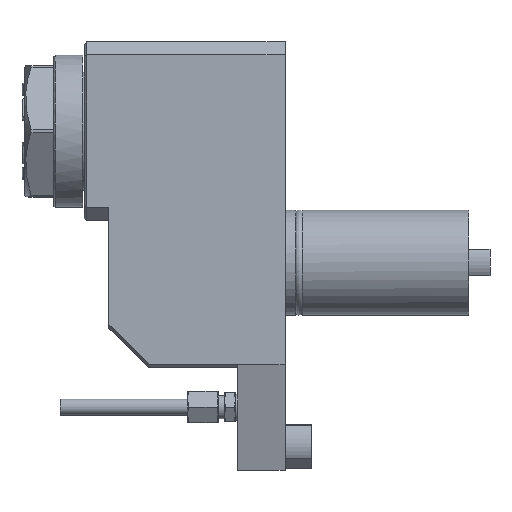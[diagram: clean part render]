
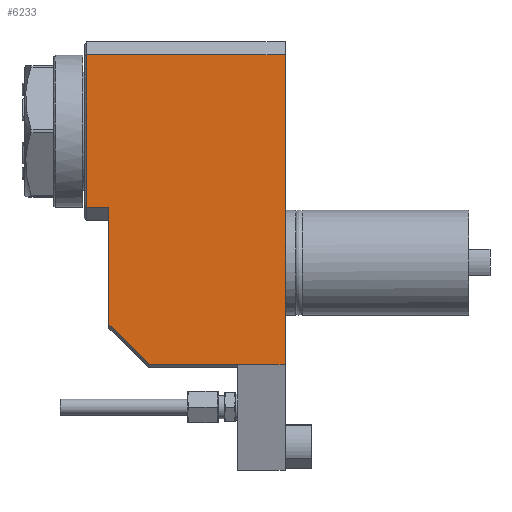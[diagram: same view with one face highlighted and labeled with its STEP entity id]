
A CAD part, top view. The second image highlights one B-rep face of the part: STEP entity #6233.
In plain terms, the highlighted planar face has unit normal (0, 0, 1).
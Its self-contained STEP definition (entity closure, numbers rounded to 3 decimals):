
#279=LINE('',#9364,#837);
#288=LINE('',#9383,#846);
#294=LINE('',#9397,#852);
#298=LINE('',#9406,#856);
#299=LINE('',#9407,#857);
#300=LINE('',#9409,#858);
#301=LINE('',#9411,#859);
#302=LINE('',#9413,#860);
#837=VECTOR('',#7404,1000.);
#846=VECTOR('',#7419,1000.);
#852=VECTOR('',#7431,1000.);
#856=VECTOR('',#7437,1000.);
#857=VECTOR('',#7438,1000.);
#858=VECTOR('',#7439,1000.);
#859=VECTOR('',#7440,1000.);
#860=VECTOR('',#7441,1000.);
#1374=PLANE('',#6666);
#1823=ORIENTED_EDGE('',*,*,#3537,.T.);
#1824=ORIENTED_EDGE('',*,*,#3557,.T.);
#1825=ORIENTED_EDGE('',*,*,#3553,.T.);
#1826=ORIENTED_EDGE('',*,*,#3558,.T.);
#1827=ORIENTED_EDGE('',*,*,#3559,.T.);
#1828=ORIENTED_EDGE('',*,*,#3560,.F.);
#1829=ORIENTED_EDGE('',*,*,#3561,.T.);
#1830=ORIENTED_EDGE('',*,*,#3546,.T.);
#3537=EDGE_CURVE('',#4427,#4426,#279,.T.);
#3546=EDGE_CURVE('',#4434,#4427,#288,.T.);
#3553=EDGE_CURVE('',#4439,#4440,#294,.T.);
#3557=EDGE_CURVE('',#4426,#4439,#298,.T.);
#3558=EDGE_CURVE('',#4440,#4443,#299,.T.);
#3559=EDGE_CURVE('',#4443,#4444,#300,.T.);
#3560=EDGE_CURVE('',#4445,#4444,#301,.T.);
#3561=EDGE_CURVE('',#4445,#4434,#302,.T.);
#4426=VERTEX_POINT('',#9363);
#4427=VERTEX_POINT('',#9365);
#4434=VERTEX_POINT('',#9384);
#4439=VERTEX_POINT('',#9398);
#4440=VERTEX_POINT('',#9399);
#4443=VERTEX_POINT('',#9408);
#4444=VERTEX_POINT('',#9410);
#4445=VERTEX_POINT('',#9412);
#5226=EDGE_LOOP('',(#1823,#1824,#1825,#1826,#1827,#1828,#1829,#1830));
#5681=FACE_BOUND('',#5226,.T.);
#6233=ADVANCED_FACE('',(#5681),#1374,.T.);
#6666=AXIS2_PLACEMENT_3D('',#9405,#7435,#7436);
#7404=DIRECTION('',(1.,0.,0.));
#7419=DIRECTION('',(1.,0.,0.));
#7431=DIRECTION('',(-1.,0.,0.));
#7435=DIRECTION('',(0.,0.,1.));
#7436=DIRECTION('',(0.,-1.,0.));
#7437=DIRECTION('',(0.,1.,0.));
#7438=DIRECTION('',(0.,-1.,0.));
#7439=DIRECTION('',(1.,0.,0.));
#7440=DIRECTION('',(0.,1.,0.));
#7441=DIRECTION('',(0.707,-0.707,0.));
#9363=CARTESIAN_POINT('',(0.,-39.,40.));
#9364=CARTESIAN_POINT('',(-30.,-39.,40.));
#9365=CARTESIAN_POINT('',(-18.,-39.,40.));
#9383=CARTESIAN_POINT('',(-30.,-39.,40.));
#9384=CARTESIAN_POINT('',(-51.586,-39.,40.));
#9397=CARTESIAN_POINT('',(-30.,79.,40.));
#9398=CARTESIAN_POINT('',(0.,79.,40.));
#9399=CARTESIAN_POINT('',(-75.5,79.,40.));
#9405=CARTESIAN_POINT('',(-30.,84.,40.));
#9406=CARTESIAN_POINT('',(0.,84.,40.));
#9407=CARTESIAN_POINT('',(-75.5,79.,40.));
#9408=CARTESIAN_POINT('',(-75.5,21.,40.));
#9409=CARTESIAN_POINT('',(-67.,21.,40.));
#9410=CARTESIAN_POINT('',(-67.,21.,40.));
#9411=CARTESIAN_POINT('',(-67.,-40.,40.));
#9412=CARTESIAN_POINT('',(-67.,-23.586,40.));
#9413=CARTESIAN_POINT('',(-123.043,32.457,40.));
